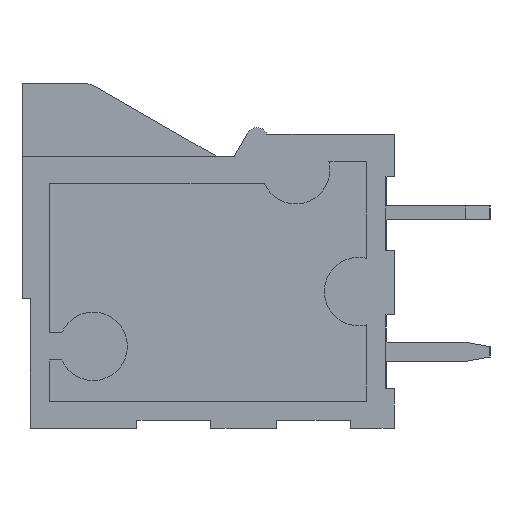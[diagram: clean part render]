
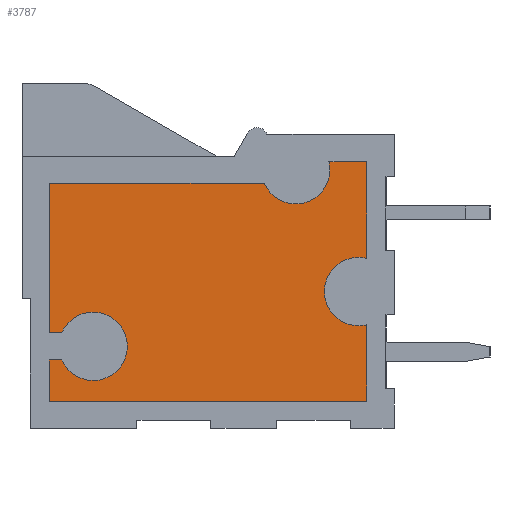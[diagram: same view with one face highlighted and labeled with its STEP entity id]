
A CAD part, left-side view. The second image highlights one B-rep face of the part: STEP entity #3787.
In plain terms, the highlighted planar face has unit normal (-1, 0, 0).
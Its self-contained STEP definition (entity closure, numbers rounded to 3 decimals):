
#2385 = EDGE_CURVE('',#2386,#2388,#2390,.T.);
#2386 = VERTEX_POINT('',#2387);
#2387 = CARTESIAN_POINT('',(1.5,12.146,-10.1));
#2388 = VERTEX_POINT('',#2389);
#2389 = CARTESIAN_POINT('',(1.5,11.,-10.85));
#2390 = CIRCLE('',#2391,1.25);
#2391 = AXIS2_PLACEMENT_3D('',#2392,#2393,#2394);
#2392 = CARTESIAN_POINT('',(1.5,11.,-9.6));
#2393 = DIRECTION('',(-1.,0.,0.));
#2394 = DIRECTION('',(0.,0.,1.));
#2428 = EDGE_CURVE('',#2388,#2429,#2431,.T.);
#2429 = VERTEX_POINT('',#2430);
#2430 = CARTESIAN_POINT('',(1.5,11.,-8.35));
#2431 = CIRCLE('',#2432,1.25);
#2432 = AXIS2_PLACEMENT_3D('',#2433,#2434,#2435);
#2433 = CARTESIAN_POINT('',(1.5,11.,-9.6));
#2434 = DIRECTION('',(-1.,0.,0.));
#2435 = DIRECTION('',(0.,0.,1.));
#2460 = EDGE_CURVE('',#2461,#2463,#2465,.T.);
#2461 = VERTEX_POINT('',#2462);
#2462 = CARTESIAN_POINT('',(1.5,1.3,-6.35));
#2463 = VERTEX_POINT('',#2464);
#2464 = CARTESIAN_POINT('',(1.5,1.3,-8.85));
#2465 = CIRCLE('',#2466,1.25);
#2466 = AXIS2_PLACEMENT_3D('',#2467,#2468,#2469);
#2467 = CARTESIAN_POINT('',(1.5,1.3,-7.6));
#2468 = DIRECTION('',(-1.,0.,0.));
#2469 = DIRECTION('',(0.,0.,1.));
#2502 = EDGE_CURVE('',#2503,#2461,#2505,.T.);
#2503 = VERTEX_POINT('',#2504);
#2504 = CARTESIAN_POINT('',(1.5,1.,-6.387));
#2505 = CIRCLE('',#2506,1.25);
#2506 = AXIS2_PLACEMENT_3D('',#2507,#2508,#2509);
#2507 = CARTESIAN_POINT('',(1.5,1.3,-7.6));
#2508 = DIRECTION('',(-1.,0.,0.));
#2509 = DIRECTION('',(0.,0.,1.));
#3515 = EDGE_CURVE('',#2463,#3516,#3518,.T.);
#3516 = VERTEX_POINT('',#3517);
#3517 = CARTESIAN_POINT('',(1.5,1.,-8.813));
#3518 = CIRCLE('',#3519,1.25);
#3519 = AXIS2_PLACEMENT_3D('',#3520,#3521,#3522);
#3520 = CARTESIAN_POINT('',(1.5,1.3,-7.6));
#3521 = DIRECTION('',(-1.,0.,0.));
#3522 = DIRECTION('',(0.,0.,1.));
#3541 = EDGE_CURVE('',#3542,#3516,#3544,.T.);
#3542 = VERTEX_POINT('',#3543);
#3543 = CARTESIAN_POINT('',(1.5,1.,-11.6));
#3544 = LINE('',#3545,#3546);
#3545 = CARTESIAN_POINT('',(1.5,1.,0.));
#3546 = VECTOR('',#3547,1.);
#3547 = DIRECTION('',(0.,0.,1.));
#3565 = EDGE_CURVE('',#3566,#3542,#3568,.T.);
#3566 = VERTEX_POINT('',#3567);
#3567 = CARTESIAN_POINT('',(1.5,12.6,-11.6));
#3568 = LINE('',#3569,#3570);
#3569 = CARTESIAN_POINT('',(1.5,0.,-11.6));
#3570 = VECTOR('',#3571,1.);
#3571 = DIRECTION('',(0.,-1.,0.));
#3589 = EDGE_CURVE('',#3566,#3590,#3592,.T.);
#3590 = VERTEX_POINT('',#3591);
#3591 = CARTESIAN_POINT('',(1.5,12.6,-10.1));
#3592 = LINE('',#3593,#3594);
#3593 = CARTESIAN_POINT('',(1.5,12.6,0.));
#3594 = VECTOR('',#3595,1.);
#3595 = DIRECTION('',(0.,0.,1.));
#3613 = EDGE_CURVE('',#3590,#2386,#3614,.T.);
#3614 = LINE('',#3615,#3616);
#3615 = CARTESIAN_POINT('',(1.5,0.,-10.1));
#3616 = VECTOR('',#3617,1.);
#3617 = DIRECTION('',(0.,-1.,0.));
#3629 = EDGE_CURVE('',#2429,#3630,#3632,.T.);
#3630 = VERTEX_POINT('',#3631);
#3631 = CARTESIAN_POINT('',(1.5,12.146,-9.1));
#3632 = CIRCLE('',#3633,1.25);
#3633 = AXIS2_PLACEMENT_3D('',#3634,#3635,#3636);
#3634 = CARTESIAN_POINT('',(1.5,11.,-9.6));
#3635 = DIRECTION('',(-1.,0.,0.));
#3636 = DIRECTION('',(0.,0.,1.));
#3655 = EDGE_CURVE('',#3656,#3630,#3658,.T.);
#3656 = VERTEX_POINT('',#3657);
#3657 = CARTESIAN_POINT('',(1.5,12.6,-9.1));
#3658 = LINE('',#3659,#3660);
#3659 = CARTESIAN_POINT('',(1.5,0.,-9.1));
#3660 = VECTOR('',#3661,1.);
#3661 = DIRECTION('',(0.,-1.,0.));
#3679 = EDGE_CURVE('',#3656,#3680,#3682,.T.);
#3680 = VERTEX_POINT('',#3681);
#3681 = CARTESIAN_POINT('',(1.5,12.6,-3.65));
#3682 = LINE('',#3683,#3684);
#3683 = CARTESIAN_POINT('',(1.5,12.6,0.));
#3684 = VECTOR('',#3685,1.);
#3685 = DIRECTION('',(0.,0.,1.));
#3703 = EDGE_CURVE('',#3704,#3680,#3706,.T.);
#3704 = VERTEX_POINT('',#3705);
#3705 = CARTESIAN_POINT('',(1.5,4.746,-3.65));
#3706 = LINE('',#3707,#3708);
#3707 = CARTESIAN_POINT('',(1.5,0.,-3.65));
#3708 = VECTOR('',#3709,1.);
#3709 = DIRECTION('',(0.,1.,0.));
#3727 = EDGE_CURVE('',#3704,#3728,#3730,.T.);
#3728 = VERTEX_POINT('',#3729);
#3729 = CARTESIAN_POINT('',(1.5,2.387,-2.85));
#3730 = CIRCLE('',#3731,1.25);
#3731 = AXIS2_PLACEMENT_3D('',#3732,#3733,#3734);
#3732 = CARTESIAN_POINT('',(1.5,3.6,-3.15));
#3733 = DIRECTION('',(-1.,0.,0.));
#3734 = DIRECTION('',(0.,0.,1.));
#3752 = EDGE_CURVE('',#3728,#3753,#3755,.T.);
#3753 = VERTEX_POINT('',#3754);
#3754 = CARTESIAN_POINT('',(1.5,1.,-2.85));
#3755 = LINE('',#3756,#3757);
#3756 = CARTESIAN_POINT('',(1.5,0.,-2.85));
#3757 = VECTOR('',#3758,1.);
#3758 = DIRECTION('',(0.,-1.,0.));
#3776 = EDGE_CURVE('',#2503,#3753,#3777,.T.);
#3777 = LINE('',#3778,#3779);
#3778 = CARTESIAN_POINT('',(1.5,1.,0.));
#3779 = VECTOR('',#3780,1.);
#3780 = DIRECTION('',(0.,0.,1.));
#3787 = ADVANCED_FACE('',(#3788),#3806,.T.);
#3788 = FACE_BOUND('',#3789,.T.);
#3789 = EDGE_LOOP('',(#3790,#3791,#3792,#3793,#3794,#3795,#3796,#3797,
    #3798,#3799,#3800,#3801,#3802,#3803,#3804,#3805));
#3790 = ORIENTED_EDGE('',*,*,#2502,.F.);
#3791 = ORIENTED_EDGE('',*,*,#3776,.T.);
#3792 = ORIENTED_EDGE('',*,*,#3752,.F.);
#3793 = ORIENTED_EDGE('',*,*,#3727,.F.);
#3794 = ORIENTED_EDGE('',*,*,#3703,.T.);
#3795 = ORIENTED_EDGE('',*,*,#3679,.F.);
#3796 = ORIENTED_EDGE('',*,*,#3655,.T.);
#3797 = ORIENTED_EDGE('',*,*,#3629,.F.);
#3798 = ORIENTED_EDGE('',*,*,#2428,.F.);
#3799 = ORIENTED_EDGE('',*,*,#2385,.F.);
#3800 = ORIENTED_EDGE('',*,*,#3613,.F.);
#3801 = ORIENTED_EDGE('',*,*,#3589,.F.);
#3802 = ORIENTED_EDGE('',*,*,#3565,.T.);
#3803 = ORIENTED_EDGE('',*,*,#3541,.T.);
#3804 = ORIENTED_EDGE('',*,*,#3515,.F.);
#3805 = ORIENTED_EDGE('',*,*,#2460,.F.);
#3806 = PLANE('',#3807);
#3807 = AXIS2_PLACEMENT_3D('',#3808,#3809,#3810);
#3808 = CARTESIAN_POINT('',(1.5,0.,0.));
#3809 = DIRECTION('',(-1.,0.,0.));
#3810 = DIRECTION('',(0.,0.,1.));
